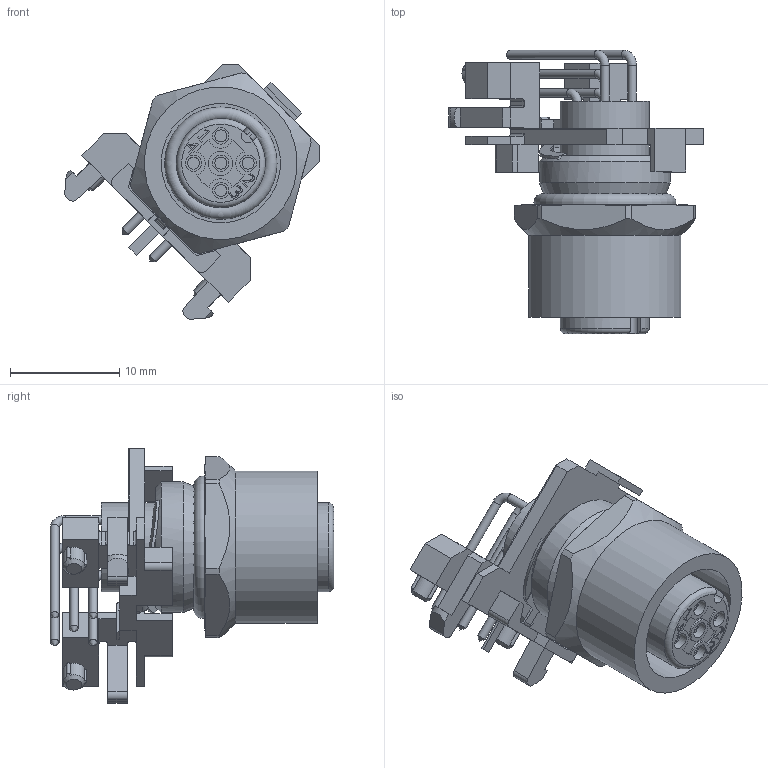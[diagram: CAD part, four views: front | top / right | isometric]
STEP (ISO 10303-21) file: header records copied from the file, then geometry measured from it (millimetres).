
FILE_DESCRIPTION((''),'2;1');
FILE_NAME('43K1A524_5pol_geschirmt.stp','2014-06-05T11:04:36',('rosariaboeckeler'),(''),'Autodesk Inventor 2011','Autodesk Inventor 2011','');
FILE_SCHEMA(('AUTOMOTIVE_DESIGN { 1 0 10303 214 1 1 1 1 }'));
Length unit declared in the file: millimetre
Products named in the file (1): Bauteil2
Bounding box: 23.31 x 25.96 x 23.31 mm (x, y, z)
Volume: 2769.2 mm3; surface area: 2863.2 mm2
Topology: 1 solids, 1 shells, 334 faces, 918 edges, 599 vertices
Faces by surface type: plane 187, cylinder 85, bspline 35, cone 17, torus 10
Full cylindrical faces by diameter (mm): 0.8 x8, 1.1 x5, 1.5 x5, 2.2 x1, 8.2 x2, 10.92 x1, 12 x1, 14 x1
Entity records: 10961 total; most frequent: CARTESIAN_POINT 2565, ORIENTED_EDGE 1714, DIRECTION 1535, EDGE_CURVE 857, VERTEX_POINT 582, VECTOR 555, LINE 555, AXIS2_PLACEMENT_3D 490
